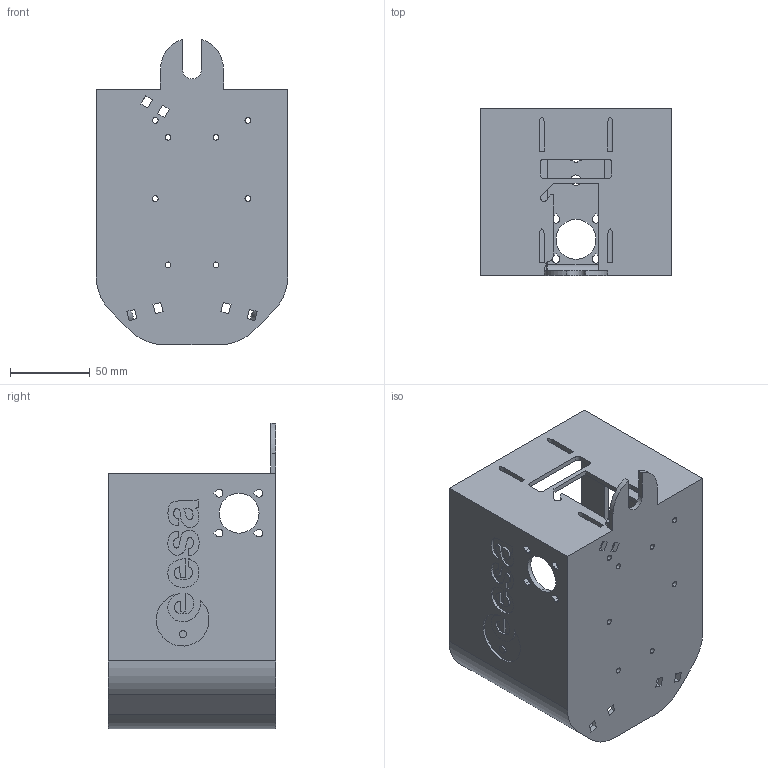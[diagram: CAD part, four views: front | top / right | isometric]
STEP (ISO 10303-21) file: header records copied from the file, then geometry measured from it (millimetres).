
FILE_DESCRIPTION (( 'STEP AP203' ), '1' );
FILE_NAME ('P01_Chassis_Default.step', '2020-03-06T13:25:49', ( '' ), ( '' ), 'SwSTEP 2.0', 'SolidWorks 2018', '' );
FILE_SCHEMA (( 'CONFIG_CONTROL_DESIGN' ));
Length unit declared in the file: millimetre
Products named in the file (1): P01_Chassis_Default
Bounding box: 120 x 105 x 191.32 mm (x, y, z)
Volume: 200512.1 mm3; surface area: 138257 mm2
Topology: 1 solids, 1 shells, 476 faces, 1374 edges, 898 vertices
Faces by surface type: plane 202, cylinder 136, bspline 106, cone 22, torus 10
Entity records: 16506 total; most frequent: CARTESIAN_POINT 4336, ORIENTED_EDGE 2720, DIRECTION 2176, EDGE_CURVE 1360, VERTEX_POINT 898, LINE 828, VECTOR 828, AXIS2_PLACEMENT_3D 674
